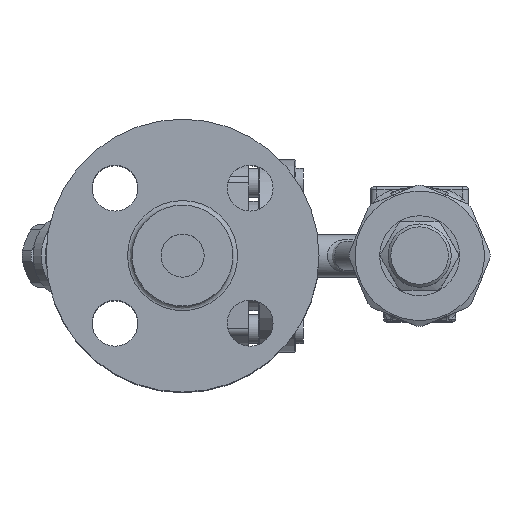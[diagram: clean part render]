
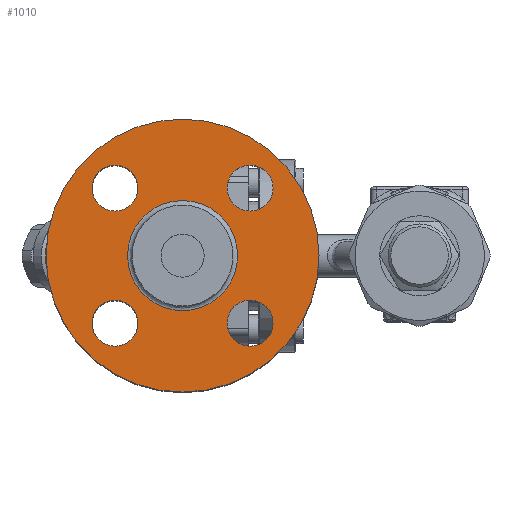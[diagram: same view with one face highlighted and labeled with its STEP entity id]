
A CAD part, top view. The second image highlights one B-rep face of the part: STEP entity #1010.
In plain terms, the highlighted planar face has unit normal (0, 0, 1).
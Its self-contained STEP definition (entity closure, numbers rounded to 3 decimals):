
#864=CARTESIAN_POINT('',(-35.,0.0,75.4));
#865=VERTEX_POINT('',#864);
#866=CARTESIAN_POINT('',(-82.5,0.0,75.4));
#867=DIRECTION('',(0.0,0.0,1.0));
#868=DIRECTION('',(1.0,0.0,0.0));
#869=AXIS2_PLACEMENT_3D('',#866,#867,#868);
#870=CIRCLE('',#869,47.5);
#871=EDGE_CURVE('',#865,#865,#870,.T.);
#932=CARTESIAN_POINT('',(-63.35,0.,75.4));
#933=VERTEX_POINT('',#932);
#934=CARTESIAN_POINT('',(-82.5,0.0,75.4));
#935=DIRECTION('',(0.0,0.0,1.0));
#936=DIRECTION('',(-1.0,0.0,0.0));
#937=AXIS2_PLACEMENT_3D('',#934,#935,#936);
#938=CIRCLE('',#937,19.15);
#939=EDGE_CURVE('',#933,#933,#938,.T.);
#955=CARTESIAN_POINT('',(-49.975,0.0,75.4));
#956=DIRECTION('',(0.0,0.0,1.0));
#957=DIRECTION('',(1.0,0.0,0.0));
#958=AXIS2_PLACEMENT_3D('',#955,#956,#957);
#959=PLANE('',#958);
#960=ORIENTED_EDGE('',*,*,#871,.T.);
#961=EDGE_LOOP('',(#960));
#962=FACE_OUTER_BOUND('',#961,.T.);
#963=CARTESIAN_POINT('',(-50.989,23.511,75.4));
#964=VERTEX_POINT('',#963);
#965=CARTESIAN_POINT('',(-58.989,23.511,75.4));
#966=DIRECTION('',(0.0,0.0,-1.0));
#967=DIRECTION('',(1.0,0.0,0.0));
#968=AXIS2_PLACEMENT_3D('',#965,#966,#967);
#969=CIRCLE('',#968,8.0);
#970=EDGE_CURVE('',#964,#964,#969,.T.);
#971=ORIENTED_EDGE('',*,*,#970,.T.);
#972=EDGE_LOOP('',(#971));
#973=FACE_BOUND('',#972,.T.);
#974=CARTESIAN_POINT('',(-106.011,31.511,75.4));
#975=VERTEX_POINT('',#974);
#976=CARTESIAN_POINT('',(-106.011,23.511,75.4));
#977=DIRECTION('',(0.0,0.0,-1.0));
#978=DIRECTION('',(0.0,1.0,0.0));
#979=AXIS2_PLACEMENT_3D('',#976,#977,#978);
#980=CIRCLE('',#979,8.0);
#981=EDGE_CURVE('',#975,#975,#980,.T.);
#982=ORIENTED_EDGE('',*,*,#981,.T.);
#983=EDGE_LOOP('',(#982));
#984=FACE_BOUND('',#983,.T.);
#985=CARTESIAN_POINT('',(-114.011,-23.511,75.4));
#986=VERTEX_POINT('',#985);
#987=CARTESIAN_POINT('',(-106.011,-23.511,75.4));
#988=DIRECTION('',(0.0,0.0,-1.0));
#989=DIRECTION('',(-1.0,0.0,0.0));
#990=AXIS2_PLACEMENT_3D('',#987,#988,#989);
#991=CIRCLE('',#990,8.0);
#992=EDGE_CURVE('',#986,#986,#991,.T.);
#993=ORIENTED_EDGE('',*,*,#992,.T.);
#994=EDGE_LOOP('',(#993));
#995=FACE_BOUND('',#994,.T.);
#996=CARTESIAN_POINT('',(-58.989,-31.511,75.4));
#997=VERTEX_POINT('',#996);
#998=CARTESIAN_POINT('',(-58.989,-23.511,75.4));
#999=DIRECTION('',(0.0,0.0,-1.0));
#1000=DIRECTION('',(0.0,-1.0,0.0));
#1001=AXIS2_PLACEMENT_3D('',#998,#999,#1000);
#1002=CIRCLE('',#1001,8.0);
#1003=EDGE_CURVE('',#997,#997,#1002,.T.);
#1004=ORIENTED_EDGE('',*,*,#1003,.T.);
#1005=EDGE_LOOP('',(#1004));
#1006=FACE_BOUND('',#1005,.T.);
#1007=ORIENTED_EDGE('',*,*,#939,.F.);
#1008=EDGE_LOOP('',(#1007));
#1009=FACE_BOUND('',#1008,.T.);
#1010=ADVANCED_FACE('',(#962,#973,#984,#995,#1006,#1009),#959,.T.);
